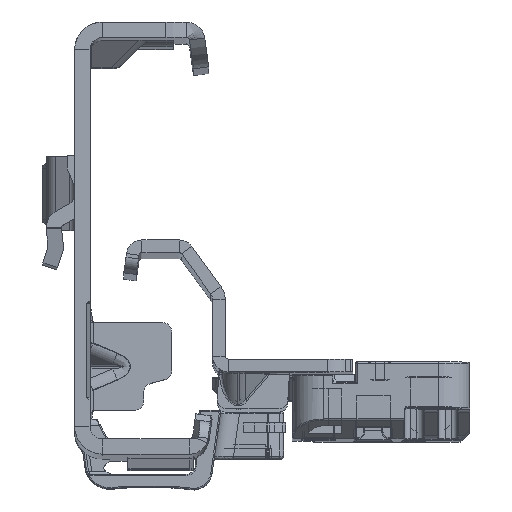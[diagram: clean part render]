
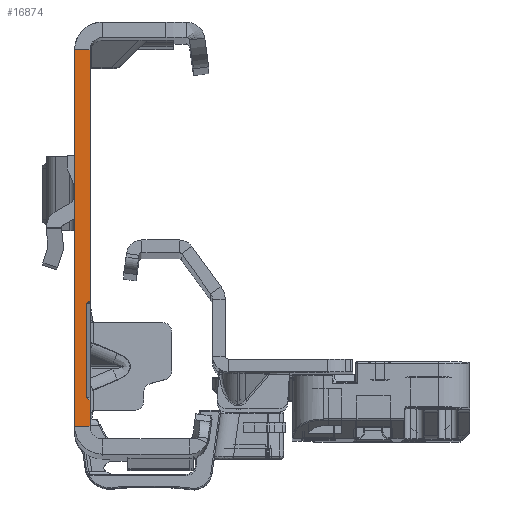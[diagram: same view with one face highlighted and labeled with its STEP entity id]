
A CAD part, top view. The second image highlights one B-rep face of the part: STEP entity #16874.
In plain terms, the highlighted planar face has unit normal (0, 0, 1).
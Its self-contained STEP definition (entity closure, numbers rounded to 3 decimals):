
#1512 = CARTESIAN_POINT ( 'NONE',  ( -2.45, -32., 0. ) ) ;
#1640 = DIRECTION ( 'NONE',  ( -1., 0., 0. ) ) ;
#3608 = LINE ( 'NONE', #72577, #7166 ) ;
#6245 = VERTEX_POINT ( 'NONE', #32792 ) ;
#7166 = VECTOR ( 'NONE', #1640, 1000. ) ;
#8099 = LINE ( 'NONE', #64736, #13083 ) ;
#10079 = VECTOR ( 'NONE', #127326, 1000. ) ;
#11583 = EDGE_LOOP ( 'NONE', ( #110972, #59374, #124251, #110366, #42890, #66025, #105983, #56057 ) ) ;
#13083 = VECTOR ( 'NONE', #36117, 1000. ) ;
#13152 = DIRECTION ( 'NONE',  ( -1., 0., 0. ) ) ;
#16874 = ADVANCED_FACE ( 'NONE', ( #38064 ), #118030, .T. ) ;
#22697 = EDGE_CURVE ( 'NONE', #123527, #6245, #111999, .T. ) ;
#25922 = DIRECTION ( 'NONE',  ( 0., 0., 1. ) ) ;
#30309 = EDGE_CURVE ( 'NONE', #43049, #97913, #3608, .T. ) ;
#32792 = CARTESIAN_POINT ( 'NONE',  ( -2.45, -30., 0. ) ) ;
#36117 = DIRECTION ( 'NONE',  ( 0., -1., 0. ) ) ;
#38064 = FACE_OUTER_BOUND ( 'NONE', #11583, .T. ) ;
#38712 = DIRECTION ( 'NONE',  ( 1., 0., 0. ) ) ;
#38992 = CARTESIAN_POINT ( 'NONE',  ( -0.536, -25.45, 0. ) ) ;
#40730 = CARTESIAN_POINT ( 'NONE',  ( -0.259, -10.182, 0. ) ) ;
#42167 = CARTESIAN_POINT ( 'NONE',  ( 0., -25.968, 0. ) ) ;
#42890 = ORIENTED_EDGE ( 'NONE', *, *, #100971, .T. ) ;
#43049 = VERTEX_POINT ( 'NONE', #48886 ) ;
#44226 = AXIS2_PLACEMENT_3D ( 'NONE', #67990, #25922, #38712 ) ;
#47669 = VERTEX_POINT ( 'NONE', #38992 ) ;
#48886 = CARTESIAN_POINT ( 'NONE',  ( 0., 30., 0. ) ) ;
#49896 = DIRECTION ( 'NONE',  ( 0., -1., 0. ) ) ;
#50513 = LINE ( 'NONE', #40730, #126653 ) ;
#52304 = LINE ( 'NONE', #1512, #83378 ) ;
#54907 = VERTEX_POINT ( 'NONE', #74341 ) ;
#55979 = EDGE_CURVE ( 'NONE', #54907, #80197, #50513, .T. ) ;
#56057 = ORIENTED_EDGE ( 'NONE', *, *, #71684, .T. ) ;
#57644 = CARTESIAN_POINT ( 'NONE',  ( 0., -9.932, 0. ) ) ;
#58425 = CARTESIAN_POINT ( 'NONE',  ( 0., -32., 0. ) ) ;
#59374 = ORIENTED_EDGE ( 'NONE', *, *, #55979, .T. ) ;
#62604 = CARTESIAN_POINT ( 'NONE',  ( 0., -30., 0. ) ) ;
#64736 = CARTESIAN_POINT ( 'NONE',  ( -0.536, -9.85, 0. ) ) ;
#66025 = ORIENTED_EDGE ( 'NONE', *, *, #22697, .F. ) ;
#66354 = VECTOR ( 'NONE', #114222, 1000. ) ;
#67990 = CARTESIAN_POINT ( 'NONE',  ( -2.45, -32., 0. ) ) ;
#69369 = DIRECTION ( 'NONE',  ( 0.719, 0.695, 0. ) ) ;
#71684 = EDGE_CURVE ( 'NONE', #86735, #47669, #113596, .T. ) ;
#72577 = CARTESIAN_POINT ( 'NONE',  ( 0., 30., 0. ) ) ;
#74341 = CARTESIAN_POINT ( 'NONE',  ( -0.536, -10.45, 0. ) ) ;
#80197 = VERTEX_POINT ( 'NONE', #57644 ) ;
#82133 = CARTESIAN_POINT ( 'NONE',  ( -2.45, 30., 0. ) ) ;
#83378 = VECTOR ( 'NONE', #101691, 1000. ) ;
#83810 = VECTOR ( 'NONE', #13152, 1000. ) ;
#86735 = VERTEX_POINT ( 'NONE', #42167 ) ;
#87056 = LINE ( 'NONE', #58425, #10079 ) ;
#90158 = CARTESIAN_POINT ( 'NONE',  ( 0., -32., 0. ) ) ;
#97913 = VERTEX_POINT ( 'NONE', #82133 ) ;
#100971 = EDGE_CURVE ( 'NONE', #97913, #6245, #52304, .T. ) ;
#101691 = DIRECTION ( 'NONE',  ( 0., -1., 0. ) ) ;
#103055 = EDGE_CURVE ( 'NONE', #86735, #123527, #118762, .T. ) ;
#105983 = ORIENTED_EDGE ( 'NONE', *, *, #103055, .F. ) ;
#110366 = ORIENTED_EDGE ( 'NONE', *, *, #30309, .T. ) ;
#110972 = ORIENTED_EDGE ( 'NONE', *, *, #118682, .F. ) ;
#111999 = LINE ( 'NONE', #62604, #83810 ) ;
#113596 = LINE ( 'NONE', #114852, #66354 ) ;
#114222 = DIRECTION ( 'NONE',  ( -0.719, 0.695, 0. ) ) ;
#114852 = CARTESIAN_POINT ( 'NONE',  ( 0.082, -26.047, 0. ) ) ;
#118030 = PLANE ( 'NONE',  #44226 ) ;
#118682 = EDGE_CURVE ( 'NONE', #54907, #47669, #8099, .T. ) ;
#118762 = LINE ( 'NONE', #90158, #127310 ) ;
#123527 = VERTEX_POINT ( 'NONE', #126985 ) ;
#124251 = ORIENTED_EDGE ( 'NONE', *, *, #125371, .F. ) ;
#125371 = EDGE_CURVE ( 'NONE', #43049, #80197, #87056, .T. ) ;
#126653 = VECTOR ( 'NONE', #69369, 1000. ) ;
#126985 = CARTESIAN_POINT ( 'NONE',  ( 0., -30., 0. ) ) ;
#127310 = VECTOR ( 'NONE', #49896, 1000. ) ;
#127326 = DIRECTION ( 'NONE',  ( 0., -1., 0. ) ) ;
